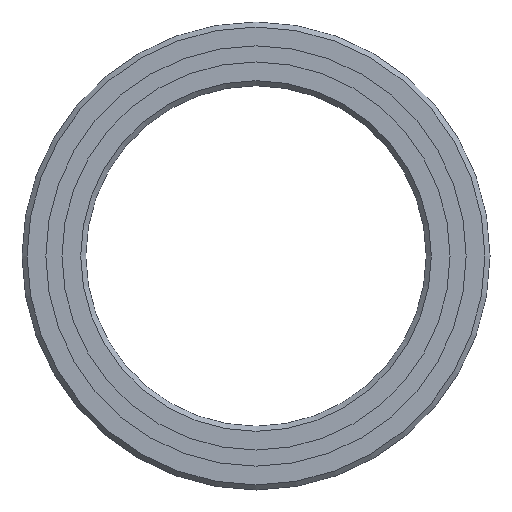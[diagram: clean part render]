
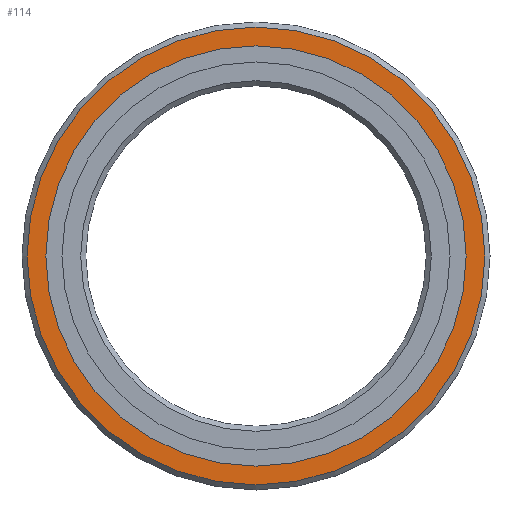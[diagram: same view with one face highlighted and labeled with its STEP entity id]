
A CAD part, front view. The second image highlights one B-rep face of the part: STEP entity #114.
In plain terms, the highlighted planar face has unit normal (0, -1, 0).
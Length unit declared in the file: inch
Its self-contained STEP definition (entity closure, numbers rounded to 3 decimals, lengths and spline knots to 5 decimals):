
#12 = DIRECTION ( 'NONE',  ( 0., 0., -1. ) ) ;
#24 = CIRCLE ( 'NONE', #89, 0.6725 ) ;
#42 = DIRECTION ( 'NONE',  ( 0., 0., 1. ) ) ;
#72 = FACE_OUTER_BOUND ( 'NONE', #248, .T. ) ;
#76 = DIRECTION ( 'NONE',  ( 0., 0., -1. ) ) ;
#86 = CIRCLE ( 'NONE', #405, 0.6725 ) ;
#89 = AXIS2_PLACEMENT_3D ( 'NONE', #630, #296, #691 ) ;
#104 = EDGE_CURVE ( 'NONE', #229, #361, #24, .T. ) ;
#114 = ADVANCED_FACE ( 'NONE', ( #72, #473 ), #633, .T. ) ;
#134 = DIRECTION ( 'NONE',  ( 0., 0., 1. ) ) ;
#145 = ORIENTED_EDGE ( 'NONE', *, *, #227, .T. ) ;
#147 = DIRECTION ( 'NONE',  ( 0., 1., 0. ) ) ;
#150 = CARTESIAN_POINT ( 'NONE',  ( 0., -0.09375, -0.6175 ) ) ;
#210 = ORIENTED_EDGE ( 'NONE', *, *, #211, .T. ) ;
#211 = EDGE_CURVE ( 'NONE', #500, #532, #278, .T. ) ;
#227 = EDGE_CURVE ( 'NONE', #361, #229, #86, .T. ) ;
#229 = VERTEX_POINT ( 'NONE', #260 ) ;
#248 = EDGE_LOOP ( 'NONE', ( #145, #430 ) ) ;
#252 = AXIS2_PLACEMENT_3D ( 'NONE', #538, #147, #134 ) ;
#256 = DIRECTION ( 'NONE',  ( 0., -1., 0. ) ) ;
#260 = CARTESIAN_POINT ( 'NONE',  ( 0., -0.09375, -0.6725 ) ) ;
#278 = CIRCLE ( 'NONE', #252, 0.6175 ) ;
#296 = DIRECTION ( 'NONE',  ( 0., -1., 0. ) ) ;
#300 = CARTESIAN_POINT ( 'NONE',  ( 0., -0.09375, 0.6875 ) ) ;
#305 = CARTESIAN_POINT ( 'NONE',  ( 0., -0.09375, 0. ) ) ;
#361 = VERTEX_POINT ( 'NONE', #683 ) ;
#369 = AXIS2_PLACEMENT_3D ( 'NONE', #727, #732, #42 ) ;
#403 = EDGE_LOOP ( 'NONE', ( #210, #470 ) ) ;
#405 = AXIS2_PLACEMENT_3D ( 'NONE', #305, #256, #76 ) ;
#430 = ORIENTED_EDGE ( 'NONE', *, *, #104, .T. ) ;
#433 = EDGE_CURVE ( 'NONE', #532, #500, #451, .T. ) ;
#451 = CIRCLE ( 'NONE', #369, 0.6175 ) ;
#459 = CARTESIAN_POINT ( 'NONE',  ( 0., -0.09375, 0.6175 ) ) ;
#470 = ORIENTED_EDGE ( 'NONE', *, *, #433, .T. ) ;
#473 = FACE_BOUND ( 'NONE', #403, .T. ) ;
#500 = VERTEX_POINT ( 'NONE', #459 ) ;
#507 = AXIS2_PLACEMENT_3D ( 'NONE', #300, #529, #12 ) ;
#529 = DIRECTION ( 'NONE',  ( 0., -1., 0. ) ) ;
#532 = VERTEX_POINT ( 'NONE', #150 ) ;
#538 = CARTESIAN_POINT ( 'NONE',  ( 0., -0.09375, 0. ) ) ;
#630 = CARTESIAN_POINT ( 'NONE',  ( 0., -0.09375, 0. ) ) ;
#633 = PLANE ( 'NONE',  #507 ) ;
#683 = CARTESIAN_POINT ( 'NONE',  ( 0., -0.09375, 0.6725 ) ) ;
#691 = DIRECTION ( 'NONE',  ( 0., 0., -1. ) ) ;
#727 = CARTESIAN_POINT ( 'NONE',  ( 0., -0.09375, 0. ) ) ;
#732 = DIRECTION ( 'NONE',  ( 0., 1., 0. ) ) ;
